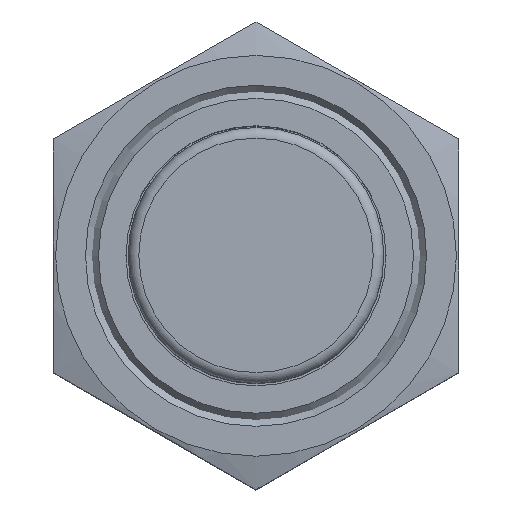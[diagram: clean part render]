
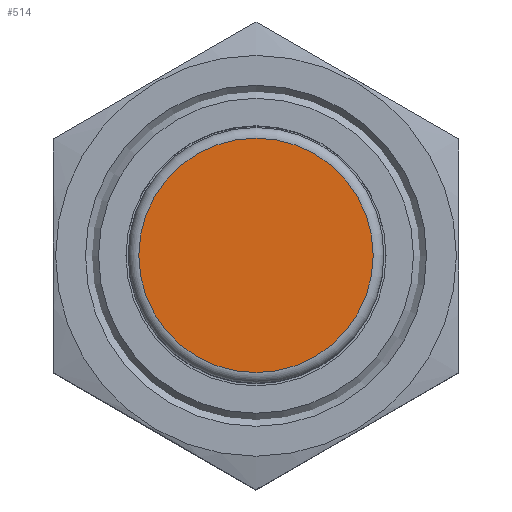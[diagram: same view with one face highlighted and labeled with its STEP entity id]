
A CAD part, top view. The second image highlights one B-rep face of the part: STEP entity #514.
In plain terms, the highlighted planar face has unit normal (0, 0, 1).
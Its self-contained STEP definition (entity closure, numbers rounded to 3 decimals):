
#63=CIRCLE('',#581,5.5);
#93=ORIENTED_EDGE('',*,*,#213,.F.);
#213=EDGE_CURVE('',#273,#273,#63,.T.);
#273=VERTEX_POINT('',#820);
#364=EDGE_LOOP('',(#93));
#428=FACE_BOUND('',#364,.T.);
#491=PLANE('',#580);
#514=ADVANCED_FACE('',(#428),#491,.F.);
#580=AXIS2_PLACEMENT_3D('',#818,#656,#657);
#581=AXIS2_PLACEMENT_3D('',#819,#658,#659);
#656=DIRECTION('',(0.,0.,-1.));
#657=DIRECTION('',(-1.,0.,0.));
#658=DIRECTION('',(0.,0.,-1.));
#659=DIRECTION('',(-1.,0.,0.));
#818=CARTESIAN_POINT('',(0.,0.,12.));
#819=CARTESIAN_POINT('',(0.,0.,12.));
#820=CARTESIAN_POINT('',(-5.5,0.,12.));
